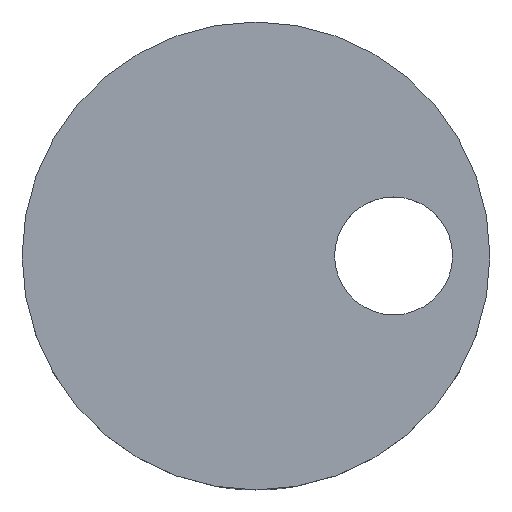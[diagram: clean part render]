
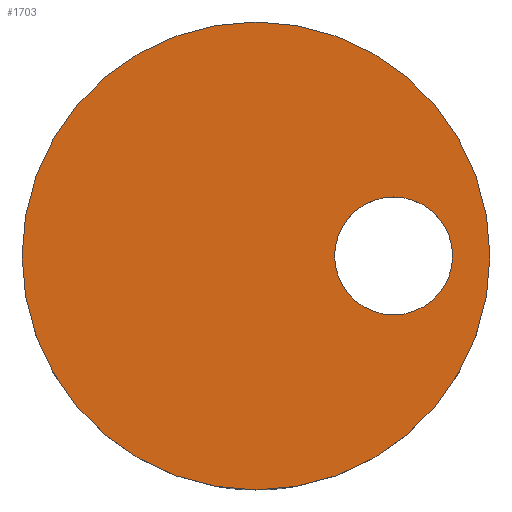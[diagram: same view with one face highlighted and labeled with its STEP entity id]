
A CAD part, top view. The second image highlights one B-rep face of the part: STEP entity #1703.
In plain terms, the highlighted planar face has unit normal (0, 0, 1).
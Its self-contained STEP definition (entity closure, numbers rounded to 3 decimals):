
#339 = CARTESIAN_POINT ( 'NONE',  ( 700., 0., 175. ) ) ;
#1213 = AXIS2_PLACEMENT_3D ( 'NONE', #7411, #19741, #11750 ) ;
#1236 = PLANE ( 'NONE',  #1213 ) ;
#1425 = CARTESIAN_POINT ( 'NONE',  ( -1190., 0., 175. ) ) ;
#1703 = ADVANCED_FACE ( 'NONE', ( #4081, #19542 ), #1236, .T. ) ;
#2375 = CARTESIAN_POINT ( 'NONE',  ( 0., 0., 175. ) ) ;
#2475 = DIRECTION ( 'NONE',  ( 1., 0., 0. ) ) ;
#2835 = CIRCLE ( 'NONE', #10245, 300. ) ;
#3555 = EDGE_CURVE ( 'NONE', #15943, #19177, #2835, .T. ) ;
#3728 = DIRECTION ( 'NONE',  ( 0., 0., 1. ) ) ;
#3899 = DIRECTION ( 'NONE',  ( 0., 0., 1. ) ) ;
#4081 = FACE_BOUND ( 'NONE', #13504, .T. ) ;
#4429 = CIRCLE ( 'NONE', #18312, 1190. ) ;
#4444 = AXIS2_PLACEMENT_3D ( 'NONE', #17678, #3728, #8573 ) ;
#5230 = EDGE_LOOP ( 'NONE', ( #9232, #10551 ) ) ;
#5588 = CARTESIAN_POINT ( 'NONE',  ( 1000., 0., 175. ) ) ;
#5897 = ORIENTED_EDGE ( 'NONE', *, *, #19186, .F. ) ;
#7411 = CARTESIAN_POINT ( 'NONE',  ( 0., 0., 175. ) ) ;
#7834 = DIRECTION ( 'NONE',  ( 0., 0., 1. ) ) ;
#8002 = EDGE_CURVE ( 'NONE', #18235, #17868, #4429, .T. ) ;
#8573 = DIRECTION ( 'NONE',  ( 1., 0., 0. ) ) ;
#8861 = EDGE_CURVE ( 'NONE', #17868, #18235, #18005, .T. ) ;
#9232 = ORIENTED_EDGE ( 'NONE', *, *, #8002, .T. ) ;
#9608 = CIRCLE ( 'NONE', #13802, 300. ) ;
#10245 = AXIS2_PLACEMENT_3D ( 'NONE', #339, #7834, #12665 ) ;
#10551 = ORIENTED_EDGE ( 'NONE', *, *, #8861, .T. ) ;
#11750 = DIRECTION ( 'NONE',  ( 1., 0., 0. ) ) ;
#12665 = DIRECTION ( 'NONE',  ( 1., 0., 0. ) ) ;
#13504 = EDGE_LOOP ( 'NONE', ( #15056, #5897 ) ) ;
#13802 = AXIS2_PLACEMENT_3D ( 'NONE', #18039, #17940, #19849 ) ;
#15056 = ORIENTED_EDGE ( 'NONE', *, *, #3555, .F. ) ;
#15943 = VERTEX_POINT ( 'NONE', #5588 ) ;
#17678 = CARTESIAN_POINT ( 'NONE',  ( 0., 0., 175. ) ) ;
#17868 = VERTEX_POINT ( 'NONE', #19111 ) ;
#17940 = DIRECTION ( 'NONE',  ( 0., 0., 1. ) ) ;
#18005 = CIRCLE ( 'NONE', #4444, 1190. ) ;
#18039 = CARTESIAN_POINT ( 'NONE',  ( 700., 0., 175. ) ) ;
#18232 = CARTESIAN_POINT ( 'NONE',  ( 400., 0., 175. ) ) ;
#18235 = VERTEX_POINT ( 'NONE', #1425 ) ;
#18312 = AXIS2_PLACEMENT_3D ( 'NONE', #2375, #3899, #2475 ) ;
#19111 = CARTESIAN_POINT ( 'NONE',  ( 1190., 0., 175. ) ) ;
#19177 = VERTEX_POINT ( 'NONE', #18232 ) ;
#19186 = EDGE_CURVE ( 'NONE', #19177, #15943, #9608, .T. ) ;
#19542 = FACE_OUTER_BOUND ( 'NONE', #5230, .T. ) ;
#19741 = DIRECTION ( 'NONE',  ( 0., 0., 1. ) ) ;
#19849 = DIRECTION ( 'NONE',  ( 1., 0., 0. ) ) ;
